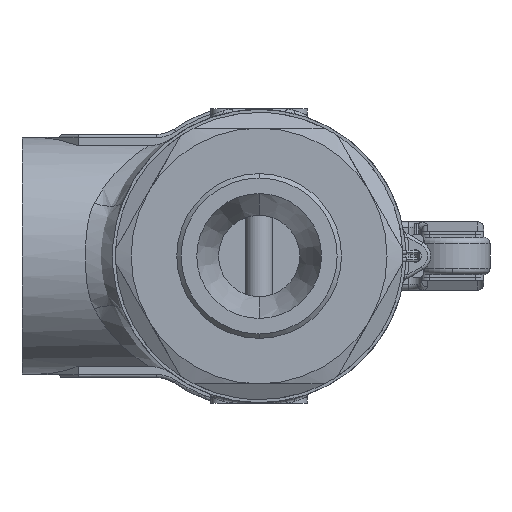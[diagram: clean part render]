
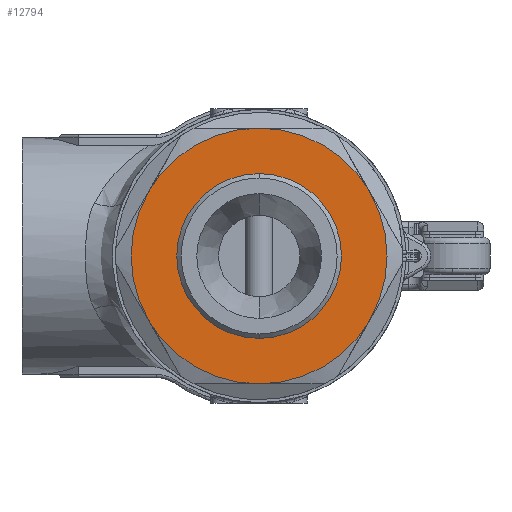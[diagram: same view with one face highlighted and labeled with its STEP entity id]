
A CAD part, front view. The second image highlights one B-rep face of the part: STEP entity #12794.
In plain terms, the highlighted planar face has unit normal (0, -1, 0).
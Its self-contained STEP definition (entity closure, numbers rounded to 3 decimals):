
#727 = VERTEX_POINT ( 'NONE', #27388 ) ;
#1397 = CARTESIAN_POINT ( 'NONE',  ( 0., 16., 0. ) ) ;
#1684 = PLANE ( 'NONE',  #48244 ) ;
#2745 = EDGE_CURVE ( 'NONE', #727, #9165, #54496, .T. ) ;
#2870 = ORIENTED_EDGE ( 'NONE', *, *, #35038, .T. ) ;
#3031 = CIRCLE ( 'NONE', #39407, 13.15 ) ;
#3499 = CIRCLE ( 'NONE', #5703, 20.5 ) ;
#5703 = AXIS2_PLACEMENT_3D ( 'NONE', #13065, #43398, #17460 ) ;
#5717 = CARTESIAN_POINT ( 'NONE',  ( 0., 16., -13.15 ) ) ;
#5766 = DIRECTION ( 'NONE',  ( 0., 0., 1. ) ) ;
#7809 = DIRECTION ( 'NONE',  ( 0., 1., 0. ) ) ;
#9165 = VERTEX_POINT ( 'NONE', #5717 ) ;
#9945 = EDGE_CURVE ( 'NONE', #14512, #11020, #3499, .T. ) ;
#11020 = VERTEX_POINT ( 'NONE', #52011 ) ;
#11190 = ORIENTED_EDGE ( 'NONE', *, *, #41600, .F. ) ;
#12794 = ADVANCED_FACE ( 'NONE', ( #36927, #35544 ), #1684, .T. ) ;
#13065 = CARTESIAN_POINT ( 'NONE',  ( 0., 16., 0. ) ) ;
#14512 = VERTEX_POINT ( 'NONE', #44194 ) ;
#16433 = CIRCLE ( 'NONE', #48962, 20.5 ) ;
#17460 = DIRECTION ( 'NONE',  ( 0., 0., 1. ) ) ;
#19703 = EDGE_LOOP ( 'NONE', ( #11190, #45217 ) ) ;
#21654 = CARTESIAN_POINT ( 'NONE',  ( 0., 16., 0. ) ) ;
#23516 = CARTESIAN_POINT ( 'NONE',  ( 0., 16., 13.15 ) ) ;
#26014 = DIRECTION ( 'NONE',  ( 0., 0., 1. ) ) ;
#27253 = ORIENTED_EDGE ( 'NONE', *, *, #2745, .T. ) ;
#27388 = CARTESIAN_POINT ( 'NONE',  ( 0., 16., 13.15 ) ) ;
#27854 = DIRECTION ( 'NONE',  ( 0., 0., -1. ) ) ;
#31780 = DIRECTION ( 'NONE',  ( 0., 1., 0. ) ) ;
#33826 = CARTESIAN_POINT ( 'NONE',  ( 0., 16., 0. ) ) ;
#35038 = EDGE_CURVE ( 'NONE', #9165, #727, #3031, .T. ) ;
#35544 = FACE_OUTER_BOUND ( 'NONE', #19703, .T. ) ;
#36927 = FACE_BOUND ( 'NONE', #49560, .T. ) ;
#38158 = DIRECTION ( 'NONE',  ( 0., 0., 1. ) ) ;
#39407 = AXIS2_PLACEMENT_3D ( 'NONE', #21654, #52004, #26014 ) ;
#41600 = EDGE_CURVE ( 'NONE', #11020, #14512, #16433, .T. ) ;
#43398 = DIRECTION ( 'NONE',  ( 0., 1., 0. ) ) ;
#44194 = CARTESIAN_POINT ( 'NONE',  ( 0., 16., -20.5 ) ) ;
#45217 = ORIENTED_EDGE ( 'NONE', *, *, #9945, .F. ) ;
#48244 = AXIS2_PLACEMENT_3D ( 'NONE', #23516, #53886, #27854 ) ;
#48962 = AXIS2_PLACEMENT_3D ( 'NONE', #33826, #7809, #38158 ) ;
#49560 = EDGE_LOOP ( 'NONE', ( #27253, #2870 ) ) ;
#49685 = AXIS2_PLACEMENT_3D ( 'NONE', #1397, #31780, #5766 ) ;
#52004 = DIRECTION ( 'NONE',  ( 0., 1., 0. ) ) ;
#52011 = CARTESIAN_POINT ( 'NONE',  ( 0., 16., 20.5 ) ) ;
#53886 = DIRECTION ( 'NONE',  ( 0., -1., 0. ) ) ;
#54496 = CIRCLE ( 'NONE', #49685, 13.15 ) ;
